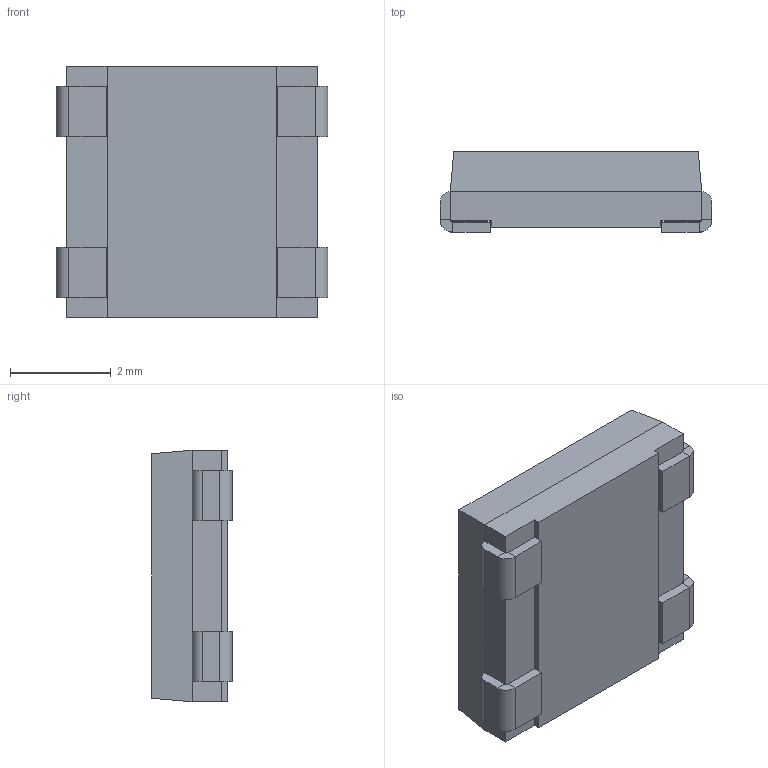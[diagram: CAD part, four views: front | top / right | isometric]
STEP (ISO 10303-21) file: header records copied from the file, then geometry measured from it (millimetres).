
FILE_DESCRIPTION (( 'STEP AP214' ), '1' );
FILE_NAME ('SK6812.STEP', '2020-01-31T10:29:50', ( '' ), ( '' ), 'SwSTEP 2.0', 'SolidWorks 2017', '' );
FILE_SCHEMA (( 'AUTOMOTIVE_DESIGN' ));
Length unit declared in the file: millimetre
Products named in the file (1): SK6812
Bounding box: 5.4 x 1.6 x 5 mm (x, y, z)
Volume: 28.1 mm3; surface area: 101.3 mm2
Topology: 5 solids, 5 shells, 73 faces, 150 edges, 88 vertices
Faces by surface type: plane 59, cylinder 12, cone 2
Entity records: 1934 total; most frequent: DIRECTION 326, CARTESIAN_POINT 312, ORIENTED_EDGE 300, EDGE_CURVE 150, LINE 122, VECTOR 122, AXIS2_PLACEMENT_3D 102, VERTEX_POINT 88
